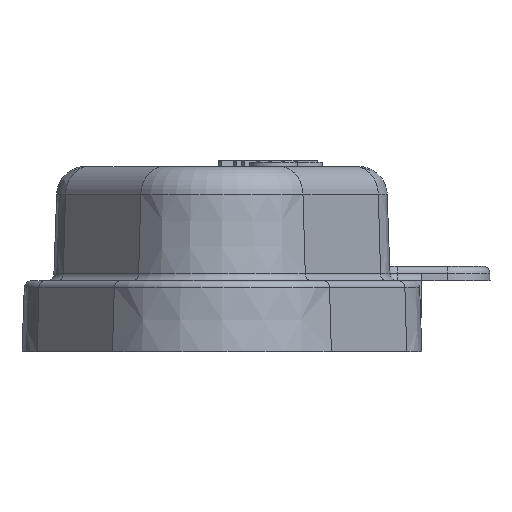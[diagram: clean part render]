
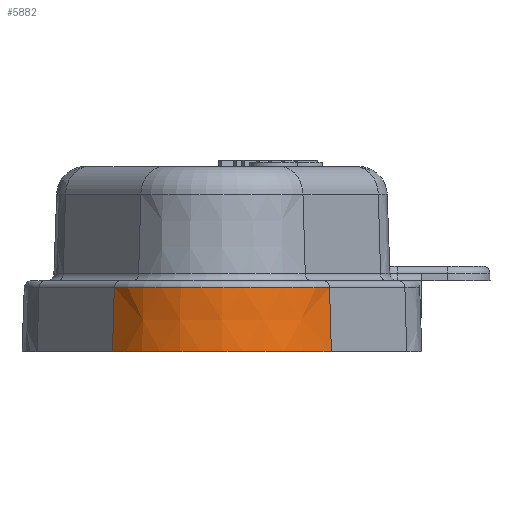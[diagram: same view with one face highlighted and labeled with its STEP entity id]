
A CAD part, left-side view. The second image highlights one B-rep face of the part: STEP entity #5882.
In plain terms, the highlighted conical face has half-angle 2 degrees and reference radius 9.291 mm.
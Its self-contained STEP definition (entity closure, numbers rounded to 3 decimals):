
#222=CARTESIAN_POINT('',(27.229,-107.433,11.845));
#223=DIRECTION('',(0.,0.,1.));
#224=DIRECTION('',(-0.574,0.819,0.));
#225=AXIS2_PLACEMENT_3D('',#222,#223,#224);
#227=CARTESIAN_POINT('',(27.229,-107.433,11.845));
#228=DIRECTION('',(0.,0.,1.));
#229=DIRECTION('',(-1.,0.,0.));
#230=AXIS2_PLACEMENT_3D('',#227,#228,#229);
#554=CARTESIAN_POINT('',(27.229,-107.433,16.362));
#555=DIRECTION('',(0.,0.,-1.));
#556=DIRECTION('',(-0.574,-0.819,0.));
#557=AXIS2_PLACEMENT_3D('',#554,#555,#556);
#559=CARTESIAN_POINT('',(27.229,-107.433,16.362));
#560=DIRECTION('',(0.,0.,-1.));
#561=DIRECTION('',(-1.,0.,0.));
#562=AXIS2_PLACEMENT_3D('',#559,#560,#561);
#604=DIRECTION('',(-0.02,-0.029,-0.999));
#605=VECTOR('',#604,4.52);
#606=CARTESIAN_POINT('',(21.945,-114.98,16.362));
#607=LINE('',#606,#605);
#608=DIRECTION('',(0.02,-0.029,0.999));
#609=VECTOR('',#608,4.52);
#610=CARTESIAN_POINT('',(21.854,-99.758,11.845));
#611=LINE('',#610,#609);
#4237=CARTESIAN_POINT('',(21.854,-99.758,11.845));
#4238=VERTEX_POINT('',#4237);
#4239=CARTESIAN_POINT('',(17.859,-107.433,11.845));
#4240=VERTEX_POINT('',#4239);
#4241=CARTESIAN_POINT('',(21.854,-115.109,11.845));
#4242=VERTEX_POINT('',#4241);
#4351=CARTESIAN_POINT('',(21.945,-99.887,16.362));
#4352=VERTEX_POINT('',#4351);
#4353=CARTESIAN_POINT('',(21.945,-114.98,16.362));
#4354=VERTEX_POINT('',#4353);
#4355=CARTESIAN_POINT('',(18.016,-107.433,16.362));
#4356=VERTEX_POINT('',#4355);
#5868=CARTESIAN_POINT('',(27.229,-107.433,14.104));
#5869=DIRECTION('',(0.,0.,-1.));
#5870=DIRECTION('',(-1.,0.,0.));
#5871=AXIS2_PLACEMENT_3D('',#5868,#5869,#5870);
#5872=CONICAL_SURFACE('',#5871,9.291,2.);
#5873=ORIENTED_EDGE('',*,*,#5862,.T.);
#5874=ORIENTED_EDGE('',*,*,#5470,.F.);
#5875=ORIENTED_EDGE('',*,*,#5468,.F.);
#5877=ORIENTED_EDGE('',*,*,#5876,.T.);
#5878=ORIENTED_EDGE('',*,*,#5794,.F.);
#5879=ORIENTED_EDGE('',*,*,#5792,.F.);
#5880=EDGE_LOOP('',(#5873,#5874,#5875,#5877,#5878,#5879));
#5881=FACE_OUTER_BOUND('',#5880,.F.);
#5882=ADVANCED_FACE('',(#5881),#5872,.T.);
#226=CIRCLE('',#225,9.37);
#231=CIRCLE('',#230,9.37);
#558=CIRCLE('',#557,9.212);
#563=CIRCLE('',#562,9.212);
#5468=EDGE_CURVE('',#4238,#4240,#226,.T.);
#5470=EDGE_CURVE('',#4240,#4242,#231,.T.);
#5792=EDGE_CURVE('',#4354,#4356,#558,.T.);
#5794=EDGE_CURVE('',#4356,#4352,#563,.T.);
#5862=EDGE_CURVE('',#4354,#4242,#607,.T.);
#5876=EDGE_CURVE('',#4238,#4352,#611,.T.);
